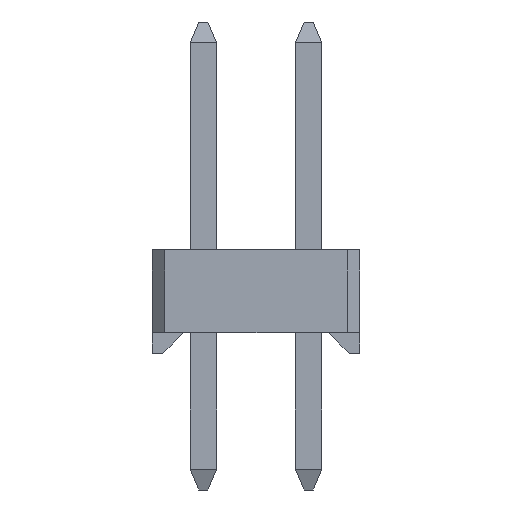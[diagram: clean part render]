
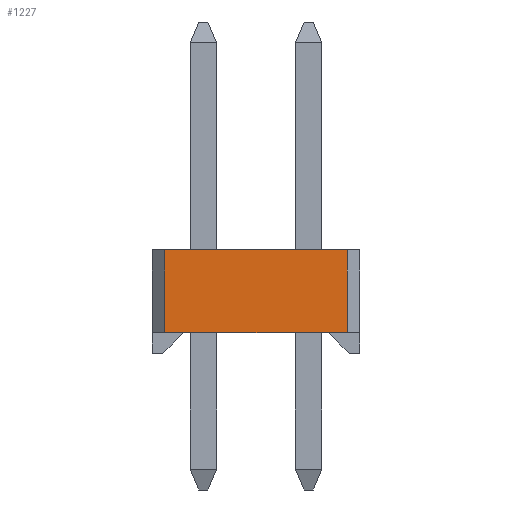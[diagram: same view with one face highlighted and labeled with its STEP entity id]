
A CAD part, left-side view. The second image highlights one B-rep face of the part: STEP entity #1227.
In plain terms, the highlighted planar face has unit normal (-1, 0, 0).
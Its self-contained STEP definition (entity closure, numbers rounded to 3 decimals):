
#555 = VERTEX_POINT('',#556);
#556 = CARTESIAN_POINT('',(-3.81,-2.2,0.6));
#562 = EDGE_CURVE('',#563,#555,#565,.T.);
#563 = VERTEX_POINT('',#564);
#564 = CARTESIAN_POINT('',(-3.81,2.2,0.6));
#565 = LINE('',#566,#567);
#566 = CARTESIAN_POINT('',(-3.81,0.,0.6));
#567 = VECTOR('',#568,1.);
#568 = DIRECTION('',(0.,-1.,0.));
#1028 = VERTEX_POINT('',#1029);
#1029 = CARTESIAN_POINT('',(-3.81,2.2,2.6));
#1035 = EDGE_CURVE('',#1036,#1028,#1038,.T.);
#1036 = VERTEX_POINT('',#1037);
#1037 = CARTESIAN_POINT('',(-3.81,-2.2,2.6));
#1038 = LINE('',#1039,#1040);
#1039 = CARTESIAN_POINT('',(-3.81,0.,2.6));
#1040 = VECTOR('',#1041,1.);
#1041 = DIRECTION('',(0.,1.,0.));
#1227 = ADVANCED_FACE('',(#1228),#1244,.T.);
#1228 = FACE_BOUND('',#1229,.T.);
#1229 = EDGE_LOOP('',(#1230,#1236,#1237,#1243));
#1230 = ORIENTED_EDGE('',*,*,#1231,.F.);
#1231 = EDGE_CURVE('',#563,#1028,#1232,.T.);
#1232 = LINE('',#1233,#1234);
#1233 = CARTESIAN_POINT('',(-3.81,2.2,0.6));
#1234 = VECTOR('',#1235,1.);
#1235 = DIRECTION('',(0.,0.,1.));
#1236 = ORIENTED_EDGE('',*,*,#562,.T.);
#1237 = ORIENTED_EDGE('',*,*,#1238,.T.);
#1238 = EDGE_CURVE('',#555,#1036,#1239,.T.);
#1239 = LINE('',#1240,#1241);
#1240 = CARTESIAN_POINT('',(-3.81,-2.2,0.6));
#1241 = VECTOR('',#1242,1.);
#1242 = DIRECTION('',(0.,0.,1.));
#1243 = ORIENTED_EDGE('',*,*,#1035,.T.);
#1244 = PLANE('',#1245);
#1245 = AXIS2_PLACEMENT_3D('',#1246,#1247,#1248);
#1246 = CARTESIAN_POINT('',(-3.81,0.,0.6));
#1247 = DIRECTION('',(-1.,0.,0.));
#1248 = DIRECTION('',(0.,0.,1.));
